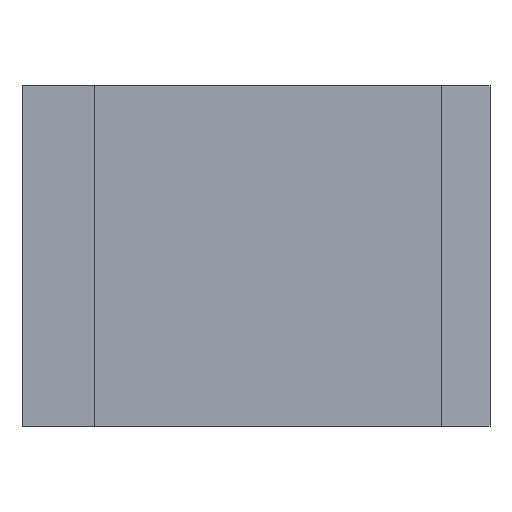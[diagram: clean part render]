
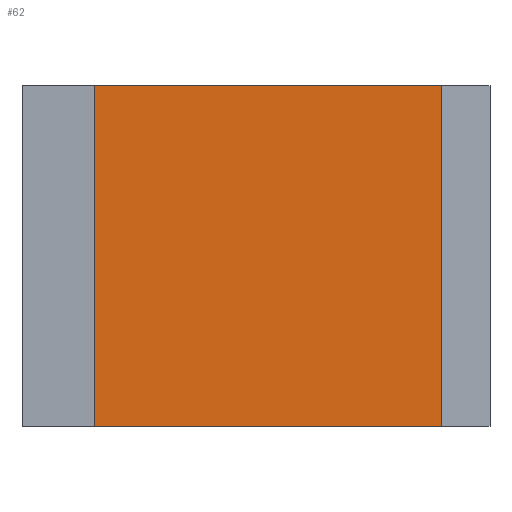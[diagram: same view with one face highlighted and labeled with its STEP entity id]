
A CAD part, left-side view. The second image highlights one B-rep face of the part: STEP entity #62.
In plain terms, the highlighted planar face has unit normal (-1, 0, 0).
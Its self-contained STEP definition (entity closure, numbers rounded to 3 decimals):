
#62 = ADVANCED_FACE( '', ( #134 ), #135, .F. );
#134 = FACE_OUTER_BOUND( '', #211, .T. );
#135 = PLANE( '', #212 );
#211 = EDGE_LOOP( '', ( #324, #325, #326, #327 ) );
#212 = AXIS2_PLACEMENT_3D( '', #328, #329, #330 );
#324 = ORIENTED_EDGE( '', *, *, #468, .T. );
#325 = ORIENTED_EDGE( '', *, *, #469, .F. );
#326 = ORIENTED_EDGE( '', *, *, #470, .F. );
#327 = ORIENTED_EDGE( '', *, *, #465, .T. );
#328 = CARTESIAN_POINT( '', ( -37., 65., 56. ) );
#329 = DIRECTION( '', ( 1., 0., 0. ) );
#330 = DIRECTION( '', ( 0., 0., -1. ) );
#465 = EDGE_CURVE( '', #560, #558, #561, .T. );
#468 = EDGE_CURVE( '', #558, #564, #565, .T. );
#469 = EDGE_CURVE( '', #566, #564, #567, .T. );
#470 = EDGE_CURVE( '', #560, #566, #568, .T. );
#558 = VERTEX_POINT( '', #741 );
#560 = VERTEX_POINT( '', #744 );
#561 = LINE( '', #745, #746 );
#564 = VERTEX_POINT( '', #750 );
#565 = LINE( '', #751, #752 );
#566 = VERTEX_POINT( '', #753 );
#567 = LINE( '', #754, #755 );
#568 = LINE( '', #756, #757 );
#741 = CARTESIAN_POINT( '', ( -37., 65., 0. ) );
#744 = CARTESIAN_POINT( '', ( -37., 65., 56. ) );
#745 = CARTESIAN_POINT( '', ( -37., 65., 56. ) );
#746 = VECTOR( '', #841, 1000. );
#750 = CARTESIAN_POINT( '', ( -37., 8., 0. ) );
#751 = CARTESIAN_POINT( '', ( -37., 65., 0. ) );
#752 = VECTOR( '', #843, 1000. );
#753 = CARTESIAN_POINT( '', ( -37., 8., 56. ) );
#754 = CARTESIAN_POINT( '', ( -37., 8., 56. ) );
#755 = VECTOR( '', #844, 1000. );
#756 = CARTESIAN_POINT( '', ( -37., 65., 56. ) );
#757 = VECTOR( '', #845, 1000. );
#841 = DIRECTION( '', ( 0., 0., -1. ) );
#843 = DIRECTION( '', ( 0., -1., 0. ) );
#844 = DIRECTION( '', ( 0., 0., -1. ) );
#845 = DIRECTION( '', ( 0., -1., 0. ) );
